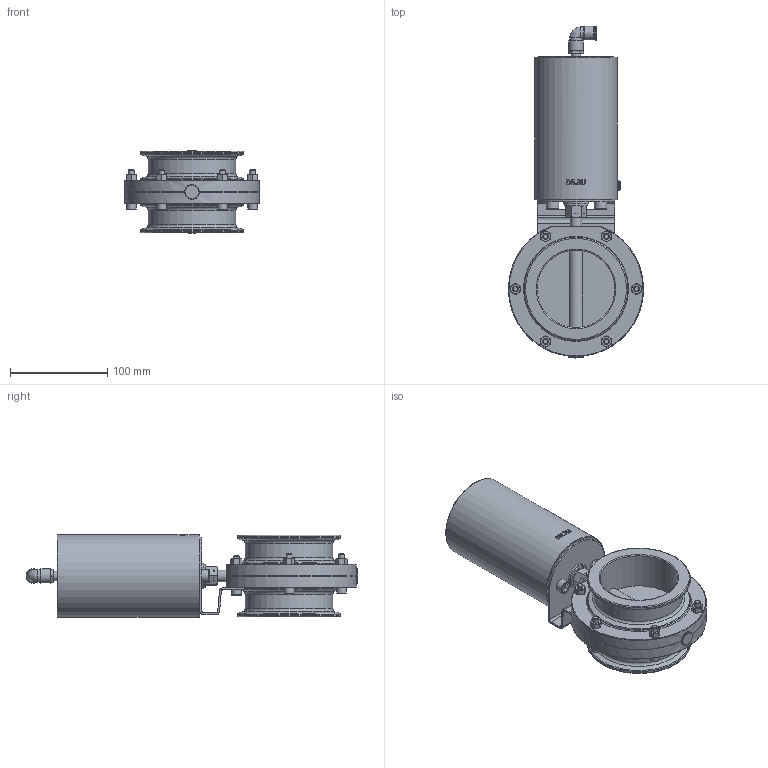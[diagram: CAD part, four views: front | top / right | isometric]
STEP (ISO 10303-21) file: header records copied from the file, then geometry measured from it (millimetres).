
FILE_DESCRIPTION(/* description */ (''),/* implementation_level */ '2;1');
FILE_NAME(/* name */ 'DN80_3D_STEP.stp',/* time_stamp */ '2025-12-25T15:56:52+03:00',/* author */ ('igorr'),/* organization */ (''),/* preprocessor_version */ 'ST-DEVELOPER v20',/* originating_system */ 'Autodesk Inventor 2025',/* authorisation */ '');
FILE_SCHEMA (('AUTOMOTIVE_DESIGN { 1 0 10303 214 3 1 1 }'));
Length unit declared in the file: millimetre
Products named in the file (9): Сборка1; Деталь1; Деталь; Деталь2; AS 1421 - M6 x 10 засверленный 
конец; AS 1420 - 1973 - M8 x 16; ANSI B18.2.4.2M - M12x1,75; ANSI B18.2.4.2M - M6x1; AS 1420 - 1973 - M6 x 35
Assembly tree (20 placements, depth 2):
  Сборка1
    Деталь1
    Деталь
    Деталь2
    ANSI B18.2.4.2M - M6x1  x7
    AS 1421 - M6 x 10 засверленный 
конец
    AS 1420 - 1973 - M8 x 16  x2
    ANSI B18.2.4.2M - M12x1,75
    AS 1420 - 1973 - M6 x 35  x6
Bounding box: 138.99 x 341.68 x 85 mm (x, y, z)
Volume: 1271744 mm3; surface area: 193430.3 mm2
Topology: 20 solids, 20 shells, 607 faces, 1444 edges, 906 vertices
Faces by surface type: plane 275, cone 137, cylinder 119, torus 48, bspline 26, sphere 2
Full cylindrical faces by diameter (mm): 4.917 x7, 5.896 x1, 6 x7, 6.2 x12, 7.534 x1, 8 x2, 8.533 x2, 9 x2, 9.73 x1, 10 x7, 10.106 x1, 10.198 x1, 11.437 x1, 12 x1, 13 x4, 14 x2, 14.678 x1, 15 x2, 18 x1, 20 x2, 24 x1, 26 x1, 76 x1, 80 x2, 82 x1, 85 x1, 90.355 x2, 106 x4
Entity records: 13112 total; most frequent: CARTESIAN_POINT 3455, DIRECTION 1939, ORIENTED_EDGE 1844, EDGE_CURVE 922, AXIS2_PLACEMENT_3D 777, VERTEX_POINT 588, EDGE_LOOP 448, CIRCLE 386
